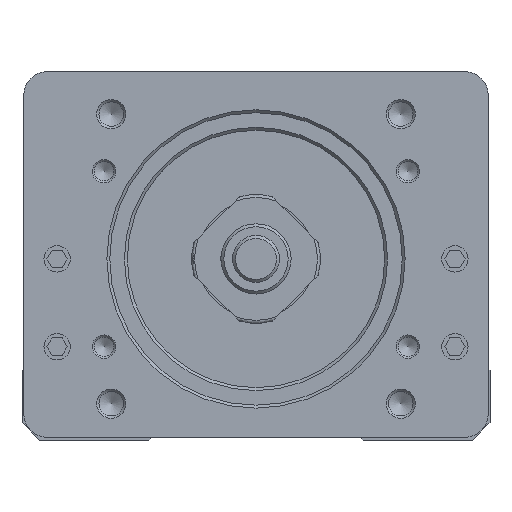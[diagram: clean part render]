
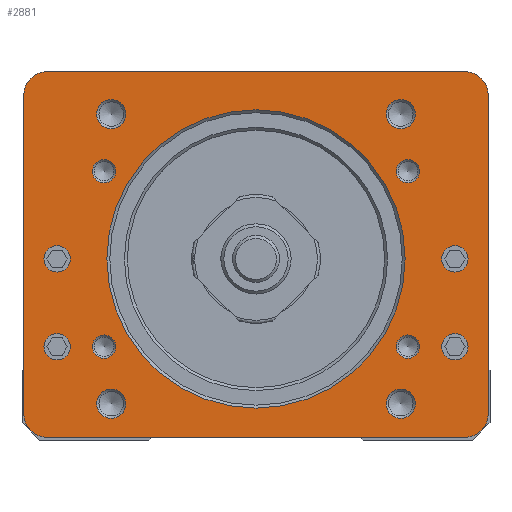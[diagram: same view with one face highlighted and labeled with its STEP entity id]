
A CAD part, front view. The second image highlights one B-rep face of the part: STEP entity #2881.
In plain terms, the highlighted planar face has unit normal (0, -1, 0).
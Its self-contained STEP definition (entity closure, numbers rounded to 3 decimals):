
#1180=FACE_BOUND('',#5687,.T.);
#1181=FACE_BOUND('',#5688,.T.);
#1182=FACE_BOUND('',#5689,.T.);
#1183=FACE_BOUND('',#5690,.T.);
#1184=FACE_BOUND('',#5691,.T.);
#1185=FACE_BOUND('',#5692,.T.);
#1186=FACE_BOUND('',#5693,.T.);
#1187=FACE_BOUND('',#5694,.T.);
#1188=FACE_BOUND('',#5695,.T.);
#1189=FACE_BOUND('',#5696,.T.);
#1190=FACE_BOUND('',#5697,.T.);
#1191=FACE_BOUND('',#5698,.T.);
#1192=FACE_BOUND('',#5699,.T.);
#1193=FACE_BOUND('',#5700,.T.);
#1813=CIRCLE('',#19910,4.);
#1814=CIRCLE('',#19912,4.);
#1815=CIRCLE('',#19914,2.);
#1816=CIRCLE('',#19916,2.);
#1817=CIRCLE('',#19918,2.);
#1818=CIRCLE('',#19920,2.);
#1819=CIRCLE('',#19922,2.5);
#1820=CIRCLE('',#19924,2.5);
#1821=CIRCLE('',#19926,2.5);
#1822=CIRCLE('',#19928,2.5);
#1823=CIRCLE('',#19930,25.5);
#1828=CIRCLE('',#19939,2.25);
#1830=CIRCLE('',#19942,2.25);
#1832=CIRCLE('',#19945,2.25);
#1834=CIRCLE('',#19948,2.25);
#1878=CIRCLE('',#20043,4.);
#1880=CIRCLE('',#20046,4.);
#2881=ADVANCED_FACE('',(#1180,#1181,#1182,#1183,#1184,#1185,#1186,#1187,
#1188,#1189,#1190,#1191,#1192,#1193),#3690,.T.);
#3690=PLANE('',#20047);
#5687=EDGE_LOOP('',(#9980));
#5688=EDGE_LOOP('',(#9981));
#5689=EDGE_LOOP('',(#9982));
#5690=EDGE_LOOP('',(#9983));
#5691=EDGE_LOOP('',(#9984));
#5692=EDGE_LOOP('',(#9985));
#5693=EDGE_LOOP('',(#9986));
#5694=EDGE_LOOP('',(#9987));
#5695=EDGE_LOOP('',(#9988));
#5696=EDGE_LOOP('',(#9989));
#5697=EDGE_LOOP('',(#9990));
#5698=EDGE_LOOP('',(#9991));
#5699=EDGE_LOOP('',(#9992));
#5700=EDGE_LOOP('',(#9993,#9994,#9995,#9996,#9997,#9998,#9999,#10000));
#9980=ORIENTED_EDGE('',*,*,#14733,.T.);
#9981=ORIENTED_EDGE('',*,*,#14732,.T.);
#9982=ORIENTED_EDGE('',*,*,#14731,.T.);
#9983=ORIENTED_EDGE('',*,*,#14730,.T.);
#9984=ORIENTED_EDGE('',*,*,#14729,.T.);
#9985=ORIENTED_EDGE('',*,*,#14728,.T.);
#9986=ORIENTED_EDGE('',*,*,#14727,.T.);
#9987=ORIENTED_EDGE('',*,*,#14726,.T.);
#9988=ORIENTED_EDGE('',*,*,#14725,.T.);
#9989=ORIENTED_EDGE('',*,*,#14745,.T.);
#9990=ORIENTED_EDGE('',*,*,#14743,.T.);
#9991=ORIENTED_EDGE('',*,*,#14741,.T.);
#9992=ORIENTED_EDGE('',*,*,#14739,.T.);
#9993=ORIENTED_EDGE('',*,*,#14853,.T.);
#9994=ORIENTED_EDGE('',*,*,#13750,.T.);
#9995=ORIENTED_EDGE('',*,*,#14855,.T.);
#9996=ORIENTED_EDGE('',*,*,#14846,.T.);
#9997=ORIENTED_EDGE('',*,*,#14723,.T.);
#9998=ORIENTED_EDGE('',*,*,#14787,.T.);
#9999=ORIENTED_EDGE('',*,*,#14720,.T.);
#10000=ORIENTED_EDGE('',*,*,#14839,.T.);
#11700=VERTEX_POINT('',#27871);
#11701=VERTEX_POINT('',#27873);
#12405=VERTEX_POINT('',#30930);
#12406=VERTEX_POINT('',#30932);
#12407=VERTEX_POINT('',#30936);
#12408=VERTEX_POINT('',#30938);
#12409=VERTEX_POINT('',#30942);
#12410=VERTEX_POINT('',#30945);
#12411=VERTEX_POINT('',#30948);
#12412=VERTEX_POINT('',#30951);
#12413=VERTEX_POINT('',#30954);
#12414=VERTEX_POINT('',#30957);
#12415=VERTEX_POINT('',#30960);
#12416=VERTEX_POINT('',#30963);
#12417=VERTEX_POINT('',#30966);
#12422=VERTEX_POINT('',#30981);
#12424=VERTEX_POINT('',#30986);
#12426=VERTEX_POINT('',#30991);
#12428=VERTEX_POINT('',#30996);
#12489=VERTEX_POINT('',#31296);
#12492=VERTEX_POINT('',#31308);
#13750=EDGE_CURVE('',#11701,#11700,#15997,.T.);
#14720=EDGE_CURVE('',#12406,#12405,#1813,.T.);
#14723=EDGE_CURVE('',#12408,#12407,#1814,.T.);
#14725=EDGE_CURVE('',#12409,#12409,#1815,.T.);
#14726=EDGE_CURVE('',#12410,#12410,#1816,.T.);
#14727=EDGE_CURVE('',#12411,#12411,#1817,.T.);
#14728=EDGE_CURVE('',#12412,#12412,#1818,.T.);
#14729=EDGE_CURVE('',#12413,#12413,#1819,.T.);
#14730=EDGE_CURVE('',#12414,#12414,#1820,.T.);
#14731=EDGE_CURVE('',#12415,#12415,#1821,.T.);
#14732=EDGE_CURVE('',#12416,#12416,#1822,.T.);
#14733=EDGE_CURVE('',#12417,#12417,#1823,.T.);
#14739=EDGE_CURVE('',#12422,#12422,#1828,.T.);
#14741=EDGE_CURVE('',#12424,#12424,#1830,.T.);
#14743=EDGE_CURVE('',#12426,#12426,#1832,.T.);
#14745=EDGE_CURVE('',#12428,#12428,#1834,.T.);
#14787=EDGE_CURVE('',#12407,#12406,#16715,.T.);
#14839=EDGE_CURVE('',#12405,#12489,#16740,.T.);
#14846=EDGE_CURVE('',#12492,#12408,#16747,.T.);
#14853=EDGE_CURVE('',#12489,#11701,#1878,.T.);
#14855=EDGE_CURVE('',#11700,#12492,#1880,.T.);
#15997=LINE('',#27872,#17728);
#16715=LINE('',#31141,#18467);
#16740=LINE('',#31297,#18492);
#16747=LINE('',#31307,#18499);
#17728=VECTOR('',#22278,1.);
#18467=VECTOR('',#24375,1.);
#18492=VECTOR('',#24504,1.);
#18499=VECTOR('',#24513,1.);
#19910=AXIS2_PLACEMENT_3D('',#30931,#24214,#24215);
#19912=AXIS2_PLACEMENT_3D('',#30937,#24220,#24221);
#19914=AXIS2_PLACEMENT_3D('',#30941,#24225,#24226);
#19916=AXIS2_PLACEMENT_3D('',#30944,#24229,#24230);
#19918=AXIS2_PLACEMENT_3D('',#30947,#24233,#24234);
#19920=AXIS2_PLACEMENT_3D('',#30950,#24237,#24238);
#19922=AXIS2_PLACEMENT_3D('',#30953,#24241,#24242);
#19924=AXIS2_PLACEMENT_3D('',#30956,#24245,#24246);
#19926=AXIS2_PLACEMENT_3D('',#30959,#24249,#24250);
#19928=AXIS2_PLACEMENT_3D('',#30962,#24253,#24254);
#19930=AXIS2_PLACEMENT_3D('',#30965,#24257,#24258);
#19939=AXIS2_PLACEMENT_3D('',#30980,#24276,#24277);
#19942=AXIS2_PLACEMENT_3D('',#30985,#24282,#24283);
#19945=AXIS2_PLACEMENT_3D('',#30990,#24288,#24289);
#19948=AXIS2_PLACEMENT_3D('',#30995,#24294,#24295);
#20043=AXIS2_PLACEMENT_3D('',#31324,#24540,#24541);
#20046=AXIS2_PLACEMENT_3D('',#31327,#24546,#24547);
#20047=AXIS2_PLACEMENT_3D('',#31328,#24548,#24549);
#22278=DIRECTION('',(1.,0.,0.));
#24214=DIRECTION('',(0.,-1.,0.));
#24215=DIRECTION('',(1.,0.,0.));
#24220=DIRECTION('',(0.,-1.,0.));
#24221=DIRECTION('',(1.,0.,0.));
#24225=DIRECTION('',(0.,1.,0.));
#24226=DIRECTION('',(0.,0.,-1.));
#24229=DIRECTION('',(0.,1.,0.));
#24230=DIRECTION('',(0.,0.,-1.));
#24233=DIRECTION('',(0.,1.,0.));
#24234=DIRECTION('',(0.,0.,-1.));
#24237=DIRECTION('',(0.,1.,0.));
#24238=DIRECTION('',(0.,0.,-1.));
#24241=DIRECTION('',(0.,1.,0.));
#24242=DIRECTION('',(0.,0.,-1.));
#24245=DIRECTION('',(0.,1.,0.));
#24246=DIRECTION('',(0.,0.,-1.));
#24249=DIRECTION('',(0.,1.,0.));
#24250=DIRECTION('',(0.,0.,-1.));
#24253=DIRECTION('',(0.,1.,0.));
#24254=DIRECTION('',(0.,0.,-1.));
#24257=DIRECTION('',(0.,1.,0.));
#24258=DIRECTION('',(0.,0.,-1.));
#24276=DIRECTION('',(0.,1.,0.));
#24277=DIRECTION('',(0.,0.,-1.));
#24282=DIRECTION('',(0.,1.,0.));
#24283=DIRECTION('',(0.,0.,-1.));
#24288=DIRECTION('',(0.,1.,0.));
#24289=DIRECTION('',(0.,0.,-1.));
#24294=DIRECTION('',(0.,1.,0.));
#24295=DIRECTION('',(0.,0.,-1.));
#24375=DIRECTION('',(-1.,0.,0.));
#24504=DIRECTION('',(0.,0.,-1.));
#24513=DIRECTION('',(0.,0.,1.));
#24540=DIRECTION('',(0.,-1.,0.));
#24541=DIRECTION('',(1.,0.,0.));
#24546=DIRECTION('',(0.,-1.,0.));
#24547=DIRECTION('',(1.,0.,0.));
#24548=DIRECTION('',(0.,-1.,0.));
#24549=DIRECTION('',(0.,0.,1.));
#27871=CARTESIAN_POINT('',(35.7,-243.7,-18.5));
#27872=CARTESIAN_POINT('',(-35.7,-243.7,-18.5));
#27873=CARTESIAN_POINT('',(-35.7,-243.7,-18.5));
#30930=CARTESIAN_POINT('',(-39.7,-243.7,40.));
#30931=CARTESIAN_POINT('',(-35.7,-243.7,40.));
#30932=CARTESIAN_POINT('',(-35.7,-243.7,44.));
#30936=CARTESIAN_POINT('',(35.7,-243.7,44.));
#30937=CARTESIAN_POINT('',(35.7,-243.7,40.));
#30938=CARTESIAN_POINT('',(39.7,-243.7,40.));
#30941=CARTESIAN_POINT('',(-25.981,-243.7,27.));
#30942=CARTESIAN_POINT('',(-25.981,-243.7,25.));
#30944=CARTESIAN_POINT('',(-25.981,-243.7,-3.));
#30945=CARTESIAN_POINT('',(-25.981,-243.7,-5.));
#30947=CARTESIAN_POINT('',(25.981,-243.7,27.));
#30948=CARTESIAN_POINT('',(25.981,-243.7,25.));
#30950=CARTESIAN_POINT('',(25.981,-243.7,-3.));
#30951=CARTESIAN_POINT('',(25.981,-243.7,-5.));
#30953=CARTESIAN_POINT('',(24.749,-243.7,36.749));
#30954=CARTESIAN_POINT('',(24.749,-243.7,34.249));
#30956=CARTESIAN_POINT('',(24.749,-243.7,-12.749));
#30957=CARTESIAN_POINT('',(24.749,-243.7,-15.249));
#30959=CARTESIAN_POINT('',(-24.749,-243.7,-12.749));
#30960=CARTESIAN_POINT('',(-24.749,-243.7,-15.249));
#30962=CARTESIAN_POINT('',(-24.749,-243.7,36.749));
#30963=CARTESIAN_POINT('',(-24.749,-243.7,34.249));
#30965=CARTESIAN_POINT('',(0.,-243.7,12.));
#30966=CARTESIAN_POINT('',(0.,-243.7,-13.5));
#30980=CARTESIAN_POINT('',(34.,-243.7,12.));
#30981=CARTESIAN_POINT('',(34.,-243.7,9.75));
#30985=CARTESIAN_POINT('',(34.,-243.7,-3.));
#30986=CARTESIAN_POINT('',(34.,-243.7,-5.25));
#30990=CARTESIAN_POINT('',(-34.,-243.7,12.));
#30991=CARTESIAN_POINT('',(-34.,-243.7,9.75));
#30995=CARTESIAN_POINT('',(-34.,-243.7,-3.));
#30996=CARTESIAN_POINT('',(-34.,-243.7,-5.25));
#31141=CARTESIAN_POINT('',(35.7,-243.7,44.));
#31296=CARTESIAN_POINT('',(-39.7,-243.7,-14.5));
#31297=CARTESIAN_POINT('',(-39.7,-243.7,40.));
#31307=CARTESIAN_POINT('',(39.7,-243.7,-14.5));
#31308=CARTESIAN_POINT('',(39.7,-243.7,-14.5));
#31324=CARTESIAN_POINT('',(-35.7,-243.7,-14.5));
#31327=CARTESIAN_POINT('',(35.7,-243.7,-14.5));
#31328=CARTESIAN_POINT('',(-35.7,-243.7,-14.5));
